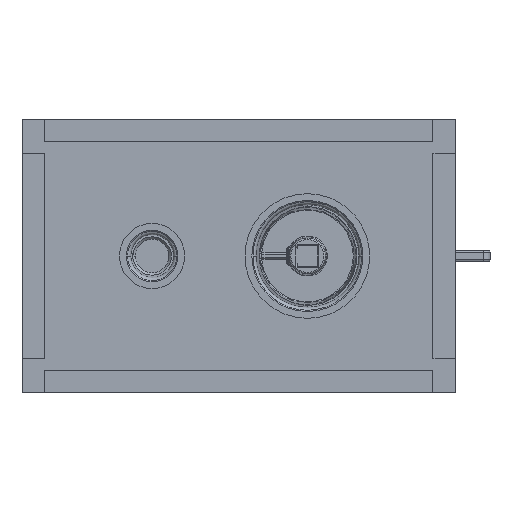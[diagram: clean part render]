
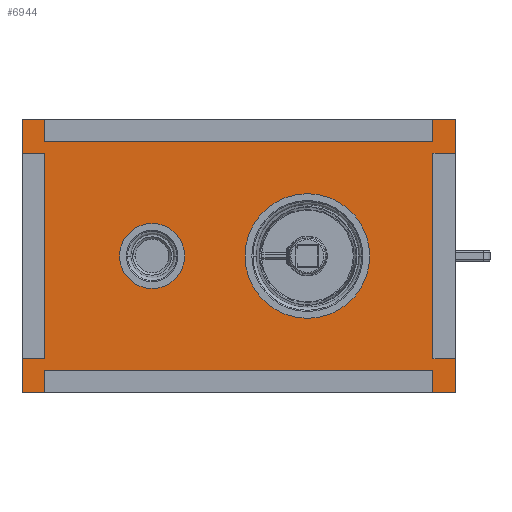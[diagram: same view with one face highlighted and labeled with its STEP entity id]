
A CAD part, left-side view. The second image highlights one B-rep face of the part: STEP entity #6944.
In plain terms, the highlighted face is planar.
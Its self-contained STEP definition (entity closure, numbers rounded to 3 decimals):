
#6349=DIRECTION('',(0.,0.,1.));
#6350=VECTOR('',#6349,190.);
#6351=CARTESIAN_POINT('',(-60.,0.,-95.));
#6352=LINE('',#6351,#6350);
#6356=DIRECTION('',(1.,0.,0.));
#6357=VECTOR('',#6356,120.);
#6358=CARTESIAN_POINT('',(-60.,0.,95.));
#6359=LINE('',#6358,#6357);
#6363=DIRECTION('',(0.,0.,-1.));
#6364=VECTOR('',#6363,190.);
#6365=CARTESIAN_POINT('',(60.,0.,95.));
#6366=LINE('',#6365,#6364);
#6370=DIRECTION('',(-1.,0.,0.));
#6371=VECTOR('',#6370,120.);
#6372=CARTESIAN_POINT('',(60.,0.,-95.));
#6373=LINE('',#6372,#6371);
#6377=CARTESIAN_POINT('',(0.,0.,-30.));
#6378=DIRECTION('',(0.,-1.,0.));
#6379=DIRECTION('',(0.,0.,-1.));
#6380=AXIS2_PLACEMENT_3D('',#6377,#6378,#6379);
#6385=CARTESIAN_POINT('',(0.,0.,-30.));
#6386=DIRECTION('',(0.,-1.,0.));
#6387=DIRECTION('',(0.,0.,1.));
#6388=AXIS2_PLACEMENT_3D('',#6385,#6386,#6387);
#6409=CARTESIAN_POINT('',(0.,0.,38.));
#6410=DIRECTION('',(0.,-1.,0.));
#6411=DIRECTION('',(0.,0.,-1.));
#6412=AXIS2_PLACEMENT_3D('',#6409,#6410,#6411);
#6417=CARTESIAN_POINT('',(0.,0.,38.));
#6418=DIRECTION('',(0.,-1.,0.));
#6419=DIRECTION('',(0.,0.,1.));
#6420=AXIS2_PLACEMENT_3D('',#6417,#6418,#6419);
#6837=CARTESIAN_POINT('',(-60.,0.,-95.));
#6838=CARTESIAN_POINT('',(-60.,0.,95.));
#6839=VERTEX_POINT('',#6837);
#6840=VERTEX_POINT('',#6838);
#6841=CARTESIAN_POINT('',(60.,0.,95.));
#6842=VERTEX_POINT('',#6841);
#6843=CARTESIAN_POINT('',(60.,0.,-95.));
#6844=VERTEX_POINT('',#6843);
#6873=CARTESIAN_POINT('',(0.,0.,-57.3));
#6874=CARTESIAN_POINT('',(0.,0.,-2.7));
#6875=VERTEX_POINT('',#6873);
#6876=VERTEX_POINT('',#6874);
#6885=CARTESIAN_POINT('',(0.,0.,23.75));
#6886=CARTESIAN_POINT('',(0.,0.,52.25));
#6887=VERTEX_POINT('',#6885);
#6888=VERTEX_POINT('',#6886);
#6917=CARTESIAN_POINT('',(0.,0.,0.));
#6918=DIRECTION('',(0.,1.,0.));
#6919=DIRECTION('',(1.,0.,0.));
#6920=AXIS2_PLACEMENT_3D('',#6917,#6918,#6919);
#6921=PLANE('',#6920);
#6923=ORIENTED_EDGE('',*,*,#6922,.T.);
#6925=ORIENTED_EDGE('',*,*,#6924,.T.);
#6927=ORIENTED_EDGE('',*,*,#6926,.T.);
#6929=ORIENTED_EDGE('',*,*,#6928,.T.);
#6930=EDGE_LOOP('',(#6923,#6925,#6927,#6929));
#6931=FACE_OUTER_BOUND('',#6930,.F.);
#6933=ORIENTED_EDGE('',*,*,#6932,.T.);
#6935=ORIENTED_EDGE('',*,*,#6934,.T.);
#6936=EDGE_LOOP('',(#6933,#6935));
#6937=FACE_BOUND('',#6936,.F.);
#6939=ORIENTED_EDGE('',*,*,#6938,.T.);
#6941=ORIENTED_EDGE('',*,*,#6940,.T.);
#6942=EDGE_LOOP('',(#6939,#6941));
#6943=FACE_BOUND('',#6942,.F.);
#6944=ADVANCED_FACE('',(#6931,#6937,#6943),#6921,.F.);
#6381=CIRCLE('',#6380,27.3);
#6389=CIRCLE('',#6388,27.3);
#6413=CIRCLE('',#6412,14.25);
#6421=CIRCLE('',#6420,14.25);
#6922=EDGE_CURVE('',#6839,#6840,#6352,.T.);
#6924=EDGE_CURVE('',#6840,#6842,#6359,.T.);
#6926=EDGE_CURVE('',#6842,#6844,#6366,.T.);
#6928=EDGE_CURVE('',#6844,#6839,#6373,.T.);
#6932=EDGE_CURVE('',#6875,#6876,#6381,.T.);
#6934=EDGE_CURVE('',#6876,#6875,#6389,.T.);
#6938=EDGE_CURVE('',#6887,#6888,#6413,.T.);
#6940=EDGE_CURVE('',#6888,#6887,#6421,.T.);
